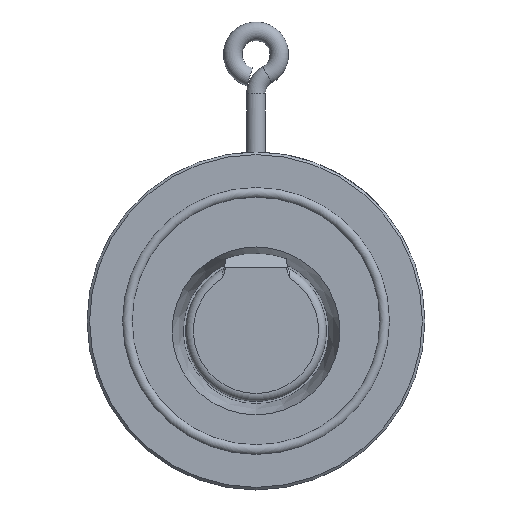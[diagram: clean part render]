
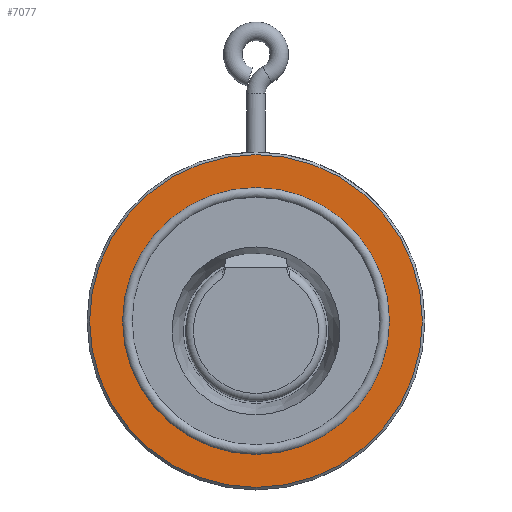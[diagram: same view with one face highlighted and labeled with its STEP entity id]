
A CAD part, top view. The second image highlights one B-rep face of the part: STEP entity #7077.
In plain terms, the highlighted planar face has unit normal (0, 0, 1).
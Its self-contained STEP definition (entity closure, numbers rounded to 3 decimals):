
#42 = VERTEX_POINT ( 'NONE', #2667 ) ;
#150 = CIRCLE ( 'NONE', #6431, 53.7 ) ;
#684 = FACE_OUTER_BOUND ( 'NONE', #8062, .T. ) ;
#1356 = AXIS2_PLACEMENT_3D ( 'NONE', #9967, #9491, #9454 ) ;
#1797 = DIRECTION ( 'NONE',  ( -1., 0., 0. ) ) ;
#1987 = AXIS2_PLACEMENT_3D ( 'NONE', #4860, #3140, #1797 ) ;
#2667 = CARTESIAN_POINT ( 'NONE',  ( 43.03, 0., 0. ) ) ;
#2753 = FACE_BOUND ( 'NONE', #7817, .T. ) ;
#3140 = DIRECTION ( 'NONE',  ( 0., 0., -1. ) ) ;
#3147 = DIRECTION ( 'NONE',  ( 0., 0., 1. ) ) ;
#3491 = CARTESIAN_POINT ( 'NONE',  ( 53.7, 0., 0. ) ) ;
#4045 = EDGE_CURVE ( 'NONE', #42, #42, #5497, .T. ) ;
#4255 = ORIENTED_EDGE ( 'NONE', *, *, #4045, .F. ) ;
#4697 = ORIENTED_EDGE ( 'NONE', *, *, #10043, .T. ) ;
#4860 = CARTESIAN_POINT ( 'NONE',  ( 0., 43.03, 0. ) ) ;
#5497 = CIRCLE ( 'NONE', #1356, 43.03 ) ;
#5635 = PLANE ( 'NONE',  #1987 ) ;
#6431 = AXIS2_PLACEMENT_3D ( 'NONE', #7868, #3147, #8658 ) ;
#7077 = ADVANCED_FACE ( 'NONE', ( #2753, #684 ), #5635, .F. ) ;
#7817 = EDGE_LOOP ( 'NONE', ( #4255 ) ) ;
#7868 = CARTESIAN_POINT ( 'NONE',  ( 0., 0., 0. ) ) ;
#8062 = EDGE_LOOP ( 'NONE', ( #4697 ) ) ;
#8658 = DIRECTION ( 'NONE',  ( 1., 0., 0. ) ) ;
#9429 = VERTEX_POINT ( 'NONE', #3491 ) ;
#9454 = DIRECTION ( 'NONE',  ( 1., 0., 0. ) ) ;
#9491 = DIRECTION ( 'NONE',  ( 0., 0., 1. ) ) ;
#9967 = CARTESIAN_POINT ( 'NONE',  ( 0., 0., 0. ) ) ;
#10043 = EDGE_CURVE ( 'NONE', #9429, #9429, #150, .T. ) ;
